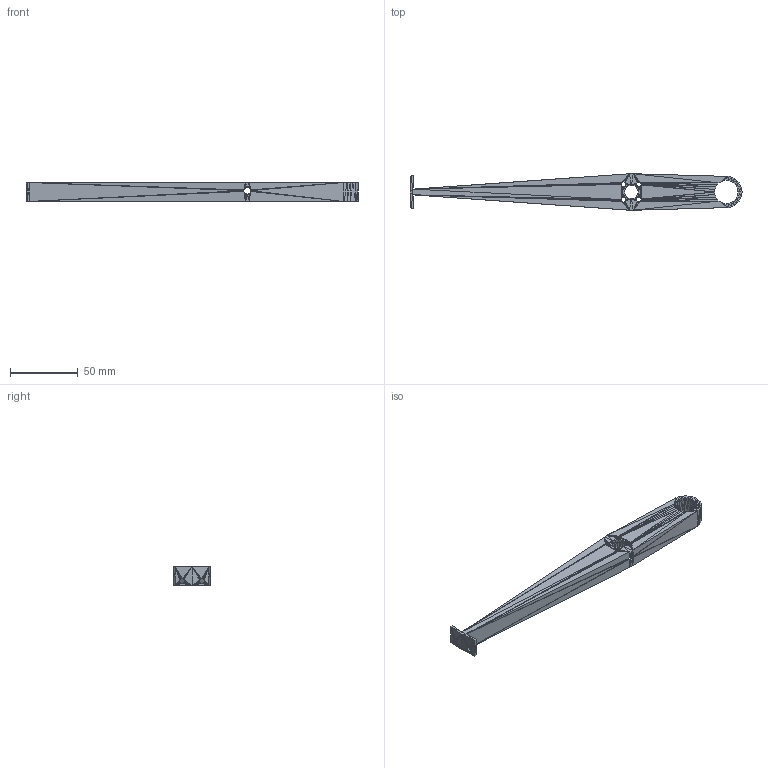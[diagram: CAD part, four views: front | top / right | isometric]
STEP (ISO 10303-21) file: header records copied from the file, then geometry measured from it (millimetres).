
FILE_DESCRIPTION(('FreeCAD Model'),'2;1');
FILE_NAME('Open CASCADE Shape Model','2025-11-23T17:23:25',('FreeCAD'),( 'FreeCAD'),'Open CASCADE STEP processor 7.8','FreeCAD','Unknown');
FILE_SCHEMA(('AUTOMOTIVE_DESIGN { 1 0 10303 214 1 1 1 1 }'));
Length unit declared in the file: millimetre
Products named in the file (1): Open CASCADE STEP translator 7.8 8
Bounding box: 244.68 x 26.85 x 14 mm (x, y, z)
Volume: 54132.9 mm3; surface area: 17877.2 mm2
Topology: 1 solids, 1 shells, 1644 faces, 2466 edges, 804 vertices
Faces by surface type: plane 1644
Entity records: 32040 total; most frequent: DIRECTION 5756, ORIENTED_EDGE 4932, CARTESIAN_POINT 4915, EDGE_CURVE 2466, LINE 2466, VECTOR 2466, AXIS2_PLACEMENT_3D 1645, ADVANCED_FACE 1644
